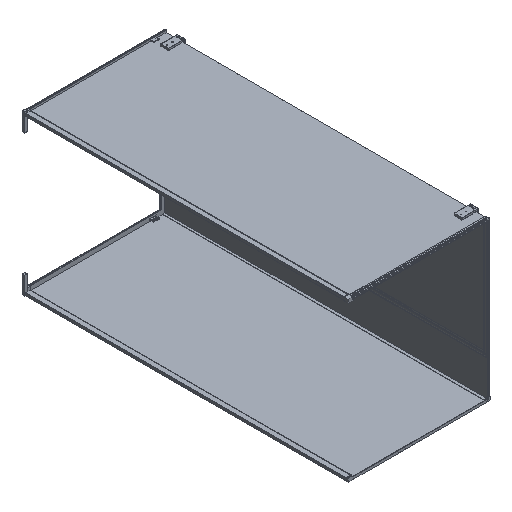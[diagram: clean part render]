
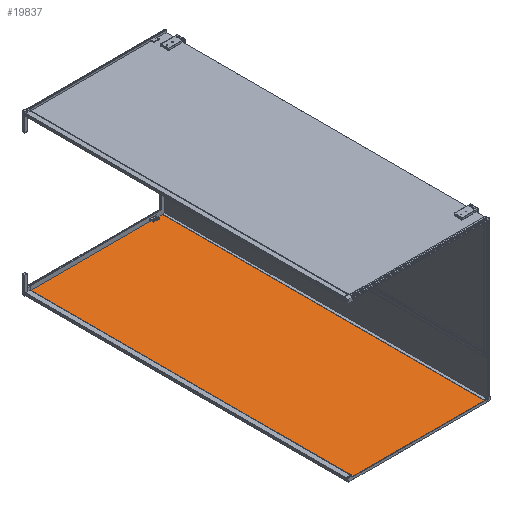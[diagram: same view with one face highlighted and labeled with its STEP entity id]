
A CAD part, isometric view. The second image highlights one B-rep face of the part: STEP entity #19837.
In plain terms, the highlighted planar face has unit normal (0, 0, 1).
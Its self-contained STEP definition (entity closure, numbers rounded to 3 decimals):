
#2766 = DIRECTION ( 'NONE',  ( 1., 0., 0. ) ) ;
#4102 = DIRECTION ( 'NONE',  ( -1., 0., 0. ) ) ;
#5335 = VERTEX_POINT ( 'NONE', #50245 ) ;
#6517 = LINE ( 'NONE', #56673, #16040 ) ;
#9381 = CARTESIAN_POINT ( 'NONE',  ( 856.8, 991., -955.948 ) ) ;
#10068 = VERTEX_POINT ( 'NONE', #44488 ) ;
#10820 = VERTEX_POINT ( 'NONE', #102092 ) ;
#11552 = CARTESIAN_POINT ( 'NONE',  ( 865.5, 1981., -955.948 ) ) ;
#13381 = VECTOR ( 'NONE', #4102, 1000. ) ;
#16040 = VECTOR ( 'NONE', #108804, 1000. ) ;
#16638 = VECTOR ( 'NONE', #74204, 1000. ) ;
#17488 = VECTOR ( 'NONE', #19351, 1000. ) ;
#17973 = LINE ( 'NONE', #50006, #35811 ) ;
#18767 = VERTEX_POINT ( 'NONE', #86863 ) ;
#18841 = LINE ( 'NONE', #89519, #23046 ) ;
#19351 = DIRECTION ( 'NONE',  ( 1., 0., 0. ) ) ;
#19837 = ADVANCED_FACE ( 'NONE', ( #23886 ), #41580, .T. ) ;
#20345 = VERTEX_POINT ( 'NONE', #22020 ) ;
#20784 = VECTOR ( 'NONE', #30660, 1000. ) ;
#22020 = CARTESIAN_POINT ( 'NONE',  ( 23.5, 9., -955.948 ) ) ;
#22895 = CARTESIAN_POINT ( 'NONE',  ( 444.5, 991., -955.948 ) ) ;
#23046 = VECTOR ( 'NONE', #98280, 1000. ) ;
#23886 = FACE_OUTER_BOUND ( 'NONE', #36705, .T. ) ;
#24125 = VECTOR ( 'NONE', #70532, 1000. ) ;
#24939 = AXIS2_PLACEMENT_3D ( 'NONE', #22895, #101662, #93972 ) ;
#27219 = VERTEX_POINT ( 'NONE', #66726 ) ;
#28376 = CARTESIAN_POINT ( 'NONE',  ( 865.5, 1., -955.948 ) ) ;
#29866 = LINE ( 'NONE', #97389, #17488 ) ;
#30660 = DIRECTION ( 'NONE',  ( 1., 0., 0. ) ) ;
#32194 = DIRECTION ( 'NONE',  ( 0., -1., 0. ) ) ;
#34968 = EDGE_CURVE ( 'NONE', #10068, #108955, #18841, .T. ) ;
#35035 = CARTESIAN_POINT ( 'NONE',  ( 856.8, 7., -955.948 ) ) ;
#35811 = VECTOR ( 'NONE', #32194, 1000. ) ;
#36448 = EDGE_CURVE ( 'NONE', #89921, #10820, #95105, .T. ) ;
#36705 = EDGE_LOOP ( 'NONE', ( #80976, #98594, #41620, #102964, #53674, #86962, #107507, #85295, #97427, #107994, #88871, #41974 ) ) ;
#39450 = LINE ( 'NONE', #46900, #13381 ) ;
#41580 = PLANE ( 'NONE',  #24939 ) ;
#41620 = ORIENTED_EDGE ( 'NONE', *, *, #101643, .F. ) ;
#41880 = LINE ( 'NONE', #9381, #24125 ) ;
#41974 = ORIENTED_EDGE ( 'NONE', *, *, #80992, .F. ) ;
#43396 = DIRECTION ( 'NONE',  ( -1., 0., 0. ) ) ;
#44488 = CARTESIAN_POINT ( 'NONE',  ( 820.8, 1981., -955.948 ) ) ;
#45104 = CARTESIAN_POINT ( 'NONE',  ( 45.751, 1981., -955.948 ) ) ;
#46900 = CARTESIAN_POINT ( 'NONE',  ( 444.5, 7.8, -955.948 ) ) ;
#47656 = CARTESIAN_POINT ( 'NONE',  ( 856.8, 1981., -955.948 ) ) ;
#48490 = VECTOR ( 'NONE', #2766, 1000. ) ;
#50006 = CARTESIAN_POINT ( 'NONE',  ( 44.8, 991., -955.948 ) ) ;
#50245 = CARTESIAN_POINT ( 'NONE',  ( 44.8, 7.8, -955.948 ) ) ;
#52811 = VECTOR ( 'NONE', #43396, 1000. ) ;
#53674 = ORIENTED_EDGE ( 'NONE', *, *, #110670, .T. ) ;
#54941 = EDGE_CURVE ( 'NONE', #65418, #79092, #83731, .T. ) ;
#55152 = EDGE_CURVE ( 'NONE', #5335, #110072, #17973, .T. ) ;
#56673 = CARTESIAN_POINT ( 'NONE',  ( 45.751, 9., -955.948 ) ) ;
#57717 = LINE ( 'NONE', #66850, #20784 ) ;
#58543 = LINE ( 'NONE', #105945, #62682 ) ;
#59716 = EDGE_CURVE ( 'NONE', #5335, #18767, #39450, .T. ) ;
#60974 = CARTESIAN_POINT ( 'NONE',  ( 444.5, 7., -955.948 ) ) ;
#62207 = CARTESIAN_POINT ( 'NONE',  ( 44.8, 1., -955.948 ) ) ;
#62682 = VECTOR ( 'NONE', #87587, 1000. ) ;
#65418 = VERTEX_POINT ( 'NONE', #83350 ) ;
#66726 = CARTESIAN_POINT ( 'NONE',  ( 45.751, 9., -955.948 ) ) ;
#66850 = CARTESIAN_POINT ( 'NONE',  ( 865.5, 1981., -955.948 ) ) ;
#67060 = EDGE_CURVE ( 'NONE', #108955, #90984, #41880, .T. ) ;
#70532 = DIRECTION ( 'NONE',  ( 0., -1., 0. ) ) ;
#74204 = DIRECTION ( 'NONE',  ( 0., -1., 0. ) ) ;
#78164 = EDGE_CURVE ( 'NONE', #27219, #89921, #6517, .T. ) ;
#79092 = VERTEX_POINT ( 'NONE', #28376 ) ;
#80976 = ORIENTED_EDGE ( 'NONE', *, *, #59716, .F. ) ;
#80992 = EDGE_CURVE ( 'NONE', #18767, #20345, #109451, .T. ) ;
#83350 = CARTESIAN_POINT ( 'NONE',  ( 865.5, 7., -955.948 ) ) ;
#83731 = LINE ( 'NONE', #108744, #16638 ) ;
#85295 = ORIENTED_EDGE ( 'NONE', *, *, #108844, .F. ) ;
#86863 = CARTESIAN_POINT ( 'NONE',  ( 23.5, 7.8, -955.948 ) ) ;
#86962 = ORIENTED_EDGE ( 'NONE', *, *, #67060, .F. ) ;
#87587 = DIRECTION ( 'NONE',  ( -1., 0., 0. ) ) ;
#88871 = ORIENTED_EDGE ( 'NONE', *, *, #97871, .F. ) ;
#89519 = CARTESIAN_POINT ( 'NONE',  ( 865.5, 1981., -955.948 ) ) ;
#89921 = VERTEX_POINT ( 'NONE', #45104 ) ;
#90320 = VECTOR ( 'NONE', #95899, 1000. ) ;
#90984 = VERTEX_POINT ( 'NONE', #35035 ) ;
#93972 = DIRECTION ( 'NONE',  ( 1., 0., 0. ) ) ;
#95105 = LINE ( 'NONE', #11552, #48490 ) ;
#95278 = LINE ( 'NONE', #60974, #52811 ) ;
#95899 = DIRECTION ( 'NONE',  ( 0., 1., 0. ) ) ;
#97389 = CARTESIAN_POINT ( 'NONE',  ( 14.5, 9., -955.948 ) ) ;
#97427 = ORIENTED_EDGE ( 'NONE', *, *, #36448, .F. ) ;
#97871 = EDGE_CURVE ( 'NONE', #20345, #27219, #29866, .T. ) ;
#98280 = DIRECTION ( 'NONE',  ( 1., 0., 0. ) ) ;
#98594 = ORIENTED_EDGE ( 'NONE', *, *, #55152, .T. ) ;
#101643 = EDGE_CURVE ( 'NONE', #79092, #110072, #58543, .T. ) ;
#101662 = DIRECTION ( 'NONE',  ( 0., 0., 1. ) ) ;
#102092 = CARTESIAN_POINT ( 'NONE',  ( 786.2, 1981., -955.948 ) ) ;
#102964 = ORIENTED_EDGE ( 'NONE', *, *, #54941, .F. ) ;
#105945 = CARTESIAN_POINT ( 'NONE',  ( 23.5, 1., -955.948 ) ) ;
#107507 = ORIENTED_EDGE ( 'NONE', *, *, #34968, .F. ) ;
#107994 = ORIENTED_EDGE ( 'NONE', *, *, #78164, .F. ) ;
#108744 = CARTESIAN_POINT ( 'NONE',  ( 865.5, 1., -955.948 ) ) ;
#108804 = DIRECTION ( 'NONE',  ( 0., 1., 0. ) ) ;
#108844 = EDGE_CURVE ( 'NONE', #10820, #10068, #57717, .T. ) ;
#108955 = VERTEX_POINT ( 'NONE', #47656 ) ;
#109451 = LINE ( 'NONE', #113545, #90320 ) ;
#110072 = VERTEX_POINT ( 'NONE', #62207 ) ;
#110670 = EDGE_CURVE ( 'NONE', #65418, #90984, #95278, .T. ) ;
#113545 = CARTESIAN_POINT ( 'NONE',  ( 23.5, 1981., -955.948 ) ) ;
